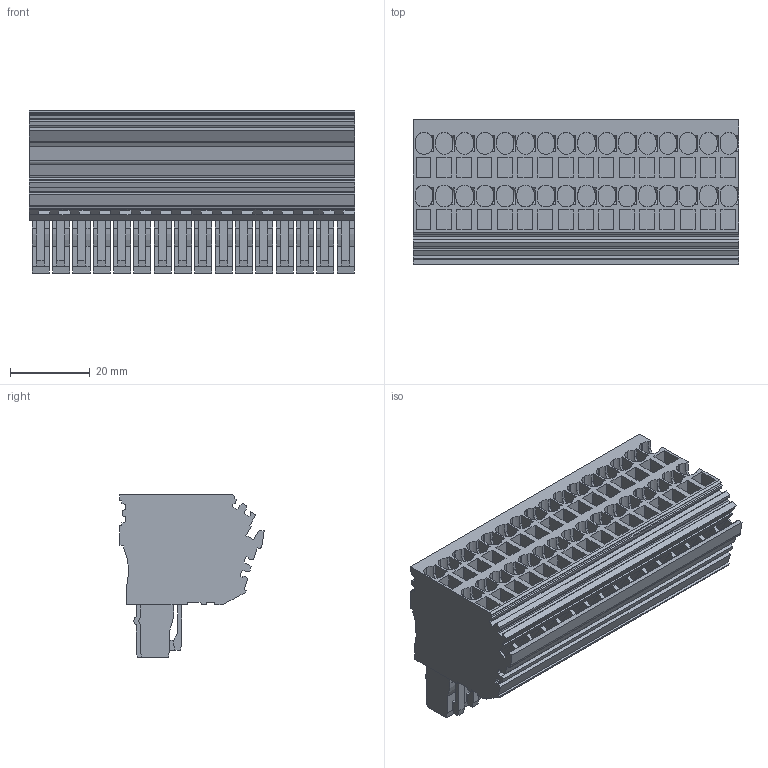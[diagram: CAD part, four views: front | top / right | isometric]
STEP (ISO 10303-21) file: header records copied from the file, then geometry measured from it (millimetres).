
FILE_DESCRIPTION(('CATIA V5 STEP Exchange','CAx-IF Rec.Pracs.--- Model Styling and Organization---1.5--- 2016-08-15','CAx-IF Rec.Pracs.---Supplemental Geometry---1.0---2011-11-01','CAx-IF Rec.Pracs.--- Composite Materials ---1.1---2010-07-15'),'2;1');
FILE_NAME ('333576_1', '2025-09-22T05:31:02+00:00', ('none'), ('Weidmueller'), 'CATIA Version 5-6 Release 2024 SP4', 'CATIA V5 STEP AP214 v3', 'none');
FILE_SCHEMA(('AUTOMOTIVE_DESIGN { 1 0 10303 214 1 1 1 1 }'));
Products named in the file (1): v5-standard_part
Bounding box: 81.6 x 36.26 x 40.75 mm (x, y, z)
Volume: 58772.4 mm3; surface area: 37228.5 mm2
Topology: 1 solids, 1 shells, 2169 faces, 6149 edges, 4092 vertices
Faces by surface type: plane 1713, cylinder 456
Entity records: 61878 total; most frequent: ORIENTED_EDGE 12298, CARTESIAN_POINT 11941, DIRECTION 7215, EDGE_CURVE 6149, VECTOR 5075, LINE 5075, VERTEX_POINT 4092, EDGE_LOOP 2311
